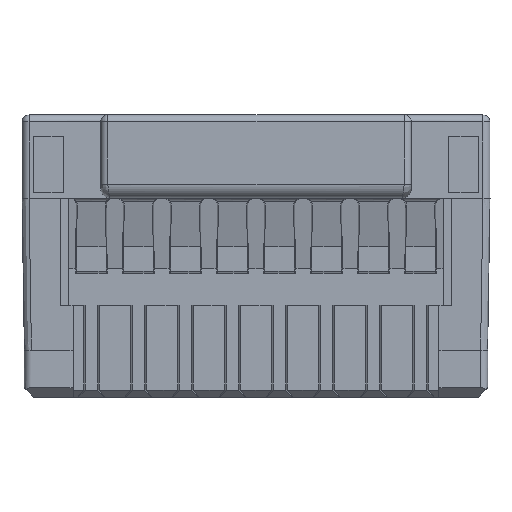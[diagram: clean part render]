
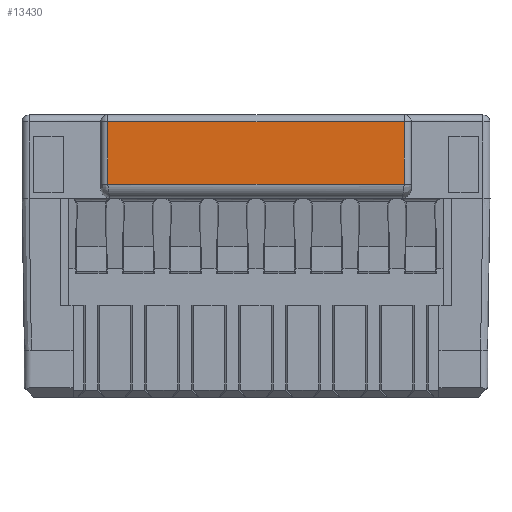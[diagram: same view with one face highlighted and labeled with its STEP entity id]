
A CAD part, left-side view. The second image highlights one B-rep face of the part: STEP entity #13430.
In plain terms, the highlighted planar face has unit normal (-1, 0, 0).
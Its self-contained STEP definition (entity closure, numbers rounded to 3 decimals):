
#13040=CARTESIAN_POINT('',(-37.133,-8.215,
130.08));
#13050=DIRECTION('',(-1.,0.,0.));
#13060=DIRECTION('',(0.,-1.,0.));
#13070=AXIS2_PLACEMENT_3D('',#13040,#13050,#13060);
#13080=PLANE('',#13070);
#13090=CARTESIAN_POINT('',(-37.133,-13.872,
129.595));
#13100=DIRECTION('',(0.,-1.,0.));
#13110=VECTOR('',#13100,1.);
#13120=LINE('',#13090,#13110);
#13130=CARTESIAN_POINT('',(-37.133,-7.065,
129.595));
#13140=VERTEX_POINT('',#13130);
#13150=CARTESIAN_POINT('',(-37.133,-13.365,
129.595));
#13160=VERTEX_POINT('',#13150);
#13170=EDGE_CURVE('',#13140,#13160,#13120,.T.);
#13180=ORIENTED_EDGE('',*,*,#13170,.T.);
#13190=CARTESIAN_POINT('',(-37.133,-7.065,
127.709));
#13200=DIRECTION('',(0.,0.,-1.));
#13210=VECTOR('',#13200,1.);
#13220=LINE('',#13190,#13210);
#13230=CARTESIAN_POINT('',(-37.133,-7.065,
130.915));
#13240=VERTEX_POINT('',#13230);
#13250=EDGE_CURVE('',#13240,#13140,#13220,.T.);
#13260=ORIENTED_EDGE('',*,*,#13250,.T.);
#13270=CARTESIAN_POINT('',(-37.133,-13.872,
130.915));
#13280=DIRECTION('',(0.,1.,0.));
#13290=VECTOR('',#13280,1.);
#13300=LINE('',#13270,#13290);
#13310=CARTESIAN_POINT('',(-37.133,-13.365,
130.915));
#13320=VERTEX_POINT('',#13310);
#13330=EDGE_CURVE('',#13320,#13240,#13300,.T.);
#13340=ORIENTED_EDGE('',*,*,#13330,.T.);
#13350=CARTESIAN_POINT('',(-37.133,-13.365,
127.709));
#13360=DIRECTION('',(0.,0.,-1.));
#13370=VECTOR('',#13360,1.);
#13380=LINE('',#13350,#13370);
#13390=EDGE_CURVE('',#13320,#13160,#13380,.T.);
#13400=ORIENTED_EDGE('',*,*,#13390,.F.);
#13410=EDGE_LOOP('',(#13400,#13340,#13260,#13180));
#13420=FACE_OUTER_BOUND('',#13410,.T.);
#13430=ADVANCED_FACE('',(#13420),#13080,.T.);
